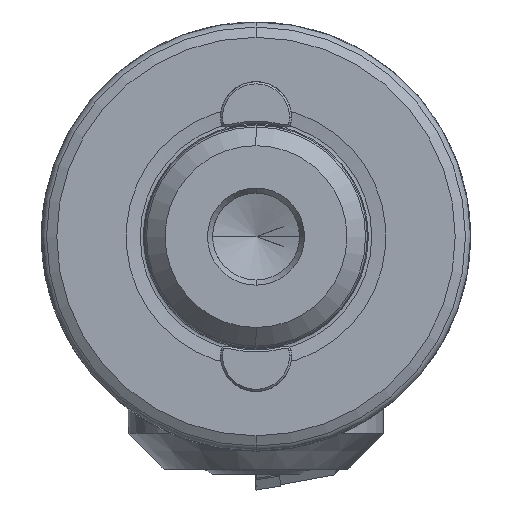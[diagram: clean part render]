
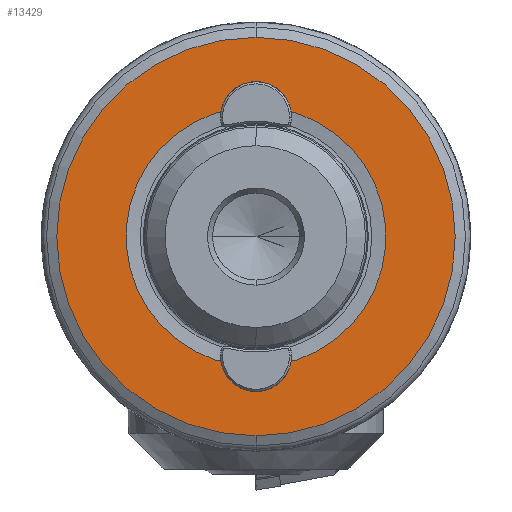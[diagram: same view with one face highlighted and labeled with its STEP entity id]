
A CAD part, left-side view. The second image highlights one B-rep face of the part: STEP entity #13429.
In plain terms, the highlighted planar face has unit normal (-1, 0, 0).
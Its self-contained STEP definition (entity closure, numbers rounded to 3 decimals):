
#129 = CIRCLE ( 'NONE', #22073, 19.5 ) ;
#266 = EDGE_LOOP ( 'NONE', ( #13918, #23404 ) ) ;
#429 = AXIS2_PLACEMENT_3D ( 'NONE', #1071, #20743, #3890 ) ;
#576 = CIRCLE ( 'NONE', #24676, 2. ) ;
#645 = DIRECTION ( 'NONE',  ( -1., 0., 0. ) ) ;
#677 = VERTEX_POINT ( 'NONE', #23958 ) ;
#1071 = CARTESIAN_POINT ( 'NONE',  ( 0., 0., -13.2 ) ) ;
#1209 = DIRECTION ( 'NONE',  ( 1., 0., 0. ) ) ;
#1927 = ORIENTED_EDGE ( 'NONE', *, *, #9112, .F. ) ;
#2091 = VERTEX_POINT ( 'NONE', #13652 ) ;
#3234 = CARTESIAN_POINT ( 'NONE',  ( 0., 0., 13.2 ) ) ;
#3661 = DIRECTION ( 'NONE',  ( -1., 0., 0. ) ) ;
#3890 = DIRECTION ( 'NONE',  ( 0., 0., 1. ) ) ;
#3928 = ORIENTED_EDGE ( 'NONE', *, *, #30232, .F. ) ;
#5004 = CARTESIAN_POINT ( 'NONE',  ( 0., 0., 0. ) ) ;
#5489 = CIRCLE ( 'NONE', #429, 2. ) ;
#5675 = DIRECTION ( 'NONE',  ( -1., 0., 0. ) ) ;
#5858 = ORIENTED_EDGE ( 'NONE', *, *, #34766, .F. ) ;
#5967 = DIRECTION ( 'NONE',  ( -1., 0., 0. ) ) ;
#6083 = DIRECTION ( 'NONE',  ( 0., 0., 1. ) ) ;
#7002 = CARTESIAN_POINT ( 'NONE',  ( 0., 0., 19.5 ) ) ;
#7132 = CIRCLE ( 'NONE', #36463, 2. ) ;
#7841 = DIRECTION ( 'NONE',  ( 0., 0., 1. ) ) ;
#8701 = FACE_OUTER_BOUND ( 'NONE', #266, .T. ) ;
#9112 = EDGE_CURVE ( 'NONE', #16519, #22076, #5489, .T. ) ;
#11111 = AXIS2_PLACEMENT_3D ( 'NONE', #22490, #5675, #25329 ) ;
#11598 = EDGE_CURVE ( 'NONE', #26525, #16519, #15475, .T. ) ;
#12686 = CARTESIAN_POINT ( 'NONE',  ( 0., 0., 15.2 ) ) ;
#13379 = AXIS2_PLACEMENT_3D ( 'NONE', #17522, #645, #20328 ) ;
#13429 = ADVANCED_FACE ( 'NONE', ( #15314, #8701 ), #23820, .F. ) ;
#13652 = CARTESIAN_POINT ( 'NONE',  ( 0., -1.899, 12.572 ) ) ;
#13918 = ORIENTED_EDGE ( 'NONE', *, *, #32436, .T. ) ;
#14952 = DIRECTION ( 'NONE',  ( -1., 0., 0. ) ) ;
#15267 = EDGE_LOOP ( 'NONE', ( #32832, #34472, #3928, #5858, #18001, #1927 ) ) ;
#15314 = FACE_BOUND ( 'NONE', #15267, .T. ) ;
#15475 = CIRCLE ( 'NONE', #11111, 12.715 ) ;
#16519 = VERTEX_POINT ( 'NONE', #23757 ) ;
#16967 = VERTEX_POINT ( 'NONE', #7002 ) ;
#17522 = CARTESIAN_POINT ( 'NONE',  ( 0., 0., -13.2 ) ) ;
#17633 = AXIS2_PLACEMENT_3D ( 'NONE', #20527, #3661, #23327 ) ;
#17830 = EDGE_CURVE ( 'NONE', #19023, #26525, #576, .T. ) ;
#18001 = ORIENTED_EDGE ( 'NONE', *, *, #31759, .F. ) ;
#18217 = EDGE_CURVE ( 'NONE', #16967, #677, #129, .T. ) ;
#18235 = AXIS2_PLACEMENT_3D ( 'NONE', #21001, #1209, #26676 ) ;
#19023 = VERTEX_POINT ( 'NONE', #12686 ) ;
#20328 = DIRECTION ( 'NONE',  ( 0., 0., 1. ) ) ;
#20497 = CIRCLE ( 'NONE', #17633, 19.5 ) ;
#20527 = CARTESIAN_POINT ( 'NONE',  ( 0., 0., 0. ) ) ;
#20743 = DIRECTION ( 'NONE',  ( -1., 0., 0. ) ) ;
#21001 = CARTESIAN_POINT ( 'NONE',  ( 0., 12.715, 0. ) ) ;
#22073 = AXIS2_PLACEMENT_3D ( 'NONE', #22789, #5967, #25623 ) ;
#22076 = VERTEX_POINT ( 'NONE', #24105 ) ;
#22490 = CARTESIAN_POINT ( 'NONE',  ( 0., 0., 0. ) ) ;
#22789 = CARTESIAN_POINT ( 'NONE',  ( 0., 0., 0. ) ) ;
#22900 = DIRECTION ( 'NONE',  ( -1., 0., 0. ) ) ;
#23327 = DIRECTION ( 'NONE',  ( 0., 0., 1. ) ) ;
#23404 = ORIENTED_EDGE ( 'NONE', *, *, #18217, .T. ) ;
#23757 = CARTESIAN_POINT ( 'NONE',  ( 0., 1.899, -12.572 ) ) ;
#23820 = PLANE ( 'NONE',  #18235 ) ;
#23958 = CARTESIAN_POINT ( 'NONE',  ( 0., 0., -19.5 ) ) ;
#24105 = CARTESIAN_POINT ( 'NONE',  ( 0., 0., -15.2 ) ) ;
#24352 = VERTEX_POINT ( 'NONE', #26208 ) ;
#24676 = AXIS2_PLACEMENT_3D ( 'NONE', #3234, #22900, #6083 ) ;
#24684 = DIRECTION ( 'NONE',  ( -1., 0., 0. ) ) ;
#25329 = DIRECTION ( 'NONE',  ( 0., 0., 1. ) ) ;
#25623 = DIRECTION ( 'NONE',  ( 0., 0., 1. ) ) ;
#26208 = CARTESIAN_POINT ( 'NONE',  ( 0., -1.899, -12.572 ) ) ;
#26408 = CARTESIAN_POINT ( 'NONE',  ( 0., 1.899, 12.572 ) ) ;
#26525 = VERTEX_POINT ( 'NONE', #26408 ) ;
#26676 = DIRECTION ( 'NONE',  ( 0., 0., -1. ) ) ;
#28915 = CIRCLE ( 'NONE', #13379, 2. ) ;
#30232 = EDGE_CURVE ( 'NONE', #2091, #19023, #7132, .T. ) ;
#31383 = AXIS2_PLACEMENT_3D ( 'NONE', #5004, #24684, #7841 ) ;
#31759 = EDGE_CURVE ( 'NONE', #22076, #24352, #28915, .T. ) ;
#31791 = CARTESIAN_POINT ( 'NONE',  ( 0., 0., 13.2 ) ) ;
#32436 = EDGE_CURVE ( 'NONE', #677, #16967, #20497, .T. ) ;
#32832 = ORIENTED_EDGE ( 'NONE', *, *, #11598, .F. ) ;
#33668 = CIRCLE ( 'NONE', #31383, 12.715 ) ;
#34472 = ORIENTED_EDGE ( 'NONE', *, *, #17830, .F. ) ;
#34645 = DIRECTION ( 'NONE',  ( 0., 0., 1. ) ) ;
#34766 = EDGE_CURVE ( 'NONE', #24352, #2091, #33668, .T. ) ;
#36463 = AXIS2_PLACEMENT_3D ( 'NONE', #31791, #14952, #34645 ) ;
